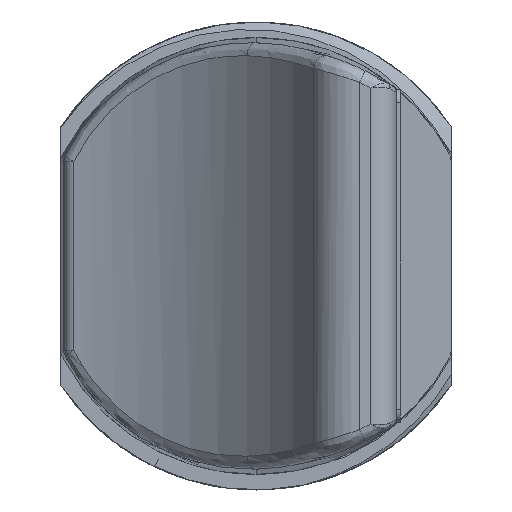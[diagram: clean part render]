
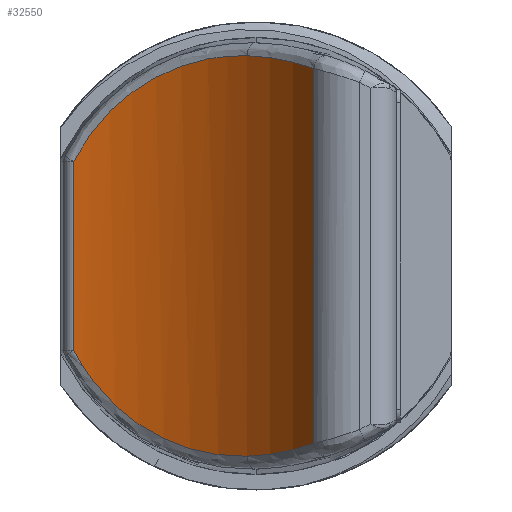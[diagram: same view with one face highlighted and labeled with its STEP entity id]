
A CAD part, left-side view. The second image highlights one B-rep face of the part: STEP entity #32550.
In plain terms, the highlighted cylindrical face has radius 14 mm (diameter 28 mm), a partial arc.
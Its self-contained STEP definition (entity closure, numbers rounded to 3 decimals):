
#15045=CARTESIAN_POINT('',(-36.26,-2.22,
-7.209));
#15046=CARTESIAN_POINT('',(-36.029,-2.095,
-7.254));
#15047=CARTESIAN_POINT('',(-35.581,-1.837,
-7.34));
#15048=CARTESIAN_POINT('',(-34.945,-1.421,
-7.457));
#15049=CARTESIAN_POINT('',(-34.353,-0.988,
-7.555));
#15050=CARTESIAN_POINT('',(-33.809,-0.545,
-7.63));
#15051=CARTESIAN_POINT('',(-33.311,-0.098,
-7.681));
#15052=CARTESIAN_POINT('',(-33.009,0.2,
-7.697));
#15053=CARTESIAN_POINT('',(-32.865,0.348,
-7.701));
#15055=CARTESIAN_POINT('',(-32.865,0.348,
-7.701));
#15056=CARTESIAN_POINT('',(-32.712,0.506,
-7.705));
#15057=CARTESIAN_POINT('',(-32.421,0.82,
-7.703));
#15058=CARTESIAN_POINT('',(-32.026,1.287,
-7.667));
#15059=CARTESIAN_POINT('',(-31.669,1.748,
-7.601));
#15060=CARTESIAN_POINT('',(-31.347,2.202,
-7.506));
#15061=CARTESIAN_POINT('',(-31.055,2.647,
-7.381));
#15062=CARTESIAN_POINT('',(-30.792,3.083,
-7.227));
#15063=CARTESIAN_POINT('',(-30.555,3.51,
-7.045));
#15064=CARTESIAN_POINT('',(-30.341,3.927,
-6.834));
#15065=CARTESIAN_POINT('',(-30.15,4.334,
-6.594));
#15066=CARTESIAN_POINT('',(-29.979,4.728,
-6.326));
#15067=CARTESIAN_POINT('',(-29.827,5.11,
-6.028));
#15068=CARTESIAN_POINT('',(-29.694,5.477,
-5.702));
#15069=CARTESIAN_POINT('',(-29.576,5.827,
-5.345));
#15070=CARTESIAN_POINT('',(-29.475,6.159,
-4.96));
#15071=CARTESIAN_POINT('',(-29.388,6.47,
-4.546));
#15072=CARTESIAN_POINT('',(-29.314,6.756,
-4.105));
#15073=CARTESIAN_POINT('',(-29.274,6.928,
-3.796));
#15074=CARTESIAN_POINT('',(-29.255,7.009,
-3.637));
#15076=DIRECTION('',(0.,0.,1.));
#15077=VECTOR('',#15076,7.274);
#15078=CARTESIAN_POINT('',(-29.255,7.009,
-3.637));
#15079=LINE('',#15078,#15077);
#15080=CARTESIAN_POINT('',(-29.255,7.009,
3.637));
#15081=CARTESIAN_POINT('',(-29.274,6.928,
3.796));
#15082=CARTESIAN_POINT('',(-29.314,6.756,
4.105));
#15083=CARTESIAN_POINT('',(-29.388,6.47,
4.546));
#15084=CARTESIAN_POINT('',(-29.475,6.159,
4.96));
#15085=CARTESIAN_POINT('',(-29.576,5.827,
5.346));
#15086=CARTESIAN_POINT('',(-29.694,5.477,
5.702));
#15087=CARTESIAN_POINT('',(-29.827,5.11,
6.028));
#15088=CARTESIAN_POINT('',(-29.979,4.728,
6.326));
#15089=CARTESIAN_POINT('',(-30.15,4.334,
6.594));
#15090=CARTESIAN_POINT('',(-30.342,3.927,
6.834));
#15091=CARTESIAN_POINT('',(-30.555,3.51,
7.045));
#15092=CARTESIAN_POINT('',(-30.792,3.083,
7.227));
#15093=CARTESIAN_POINT('',(-31.055,2.647,
7.381));
#15094=CARTESIAN_POINT('',(-31.347,2.202,
7.506));
#15095=CARTESIAN_POINT('',(-31.669,1.748,
7.601));
#15096=CARTESIAN_POINT('',(-32.026,1.287,
7.667));
#15097=CARTESIAN_POINT('',(-32.421,0.82,
7.703));
#15098=CARTESIAN_POINT('',(-32.712,0.506,
7.705));
#15099=CARTESIAN_POINT('',(-32.865,0.348,
7.701));
#15101=CARTESIAN_POINT('',(-32.865,0.348,
7.701));
#15102=CARTESIAN_POINT('',(-33.009,0.2,
7.697));
#15103=CARTESIAN_POINT('',(-33.311,-0.098,
7.681));
#15104=CARTESIAN_POINT('',(-33.809,-0.545,
7.63));
#15105=CARTESIAN_POINT('',(-34.353,-0.988,
7.555));
#15106=CARTESIAN_POINT('',(-34.945,-1.421,
7.457));
#15107=CARTESIAN_POINT('',(-35.581,-1.837,
7.34));
#15108=CARTESIAN_POINT('',(-36.029,-2.095,
7.254));
#15109=CARTESIAN_POINT('',(-36.26,-2.22,
7.209));
#15111=DIRECTION('',(0.,0.,1.));
#15112=VECTOR('',#15111,14.418);
#15113=CARTESIAN_POINT('',(-36.26,-2.22,
-7.209));
#15114=LINE('',#15113,#15112);
#15201=CARTESIAN_POINT('',(-36.26,-2.22,
-7.209));
#15203=CARTESIAN_POINT('',(-36.26,-2.22,
7.209));
#16220=VERTEX_POINT('',#15201);
#16222=VERTEX_POINT('',#15053);
#16223=VERTEX_POINT('',#15074);
#16229=CARTESIAN_POINT('',(-29.255,7.009,
3.637));
#16230=VERTEX_POINT('',#16229);
#16233=VERTEX_POINT('',#15203);
#16236=VERTEX_POINT('',#15101);
#32533=CARTESIAN_POINT('',(-42.91,10.1,-8.4));
#32534=DIRECTION('',(0.,0.,1.));
#32535=DIRECTION('',(0.,1.,0.));
#32536=AXIS2_PLACEMENT_3D('',#32533,#32534,#32535);
#32537=CYLINDRICAL_SURFACE('',#32536,14.);
#32538=ORIENTED_EDGE('',*,*,#32457,.T.);
#32539=ORIENTED_EDGE('',*,*,#32524,.T.);
#32541=ORIENTED_EDGE('',*,*,#32540,.T.);
#32543=ORIENTED_EDGE('',*,*,#32542,.T.);
#32545=ORIENTED_EDGE('',*,*,#32544,.T.);
#32547=ORIENTED_EDGE('',*,*,#32546,.F.);
#32548=EDGE_LOOP('',(#32538,#32539,#32541,#32543,#32545,#32547));
#32549=FACE_OUTER_BOUND('',#32548,.F.);
#32550=ADVANCED_FACE('',(#32549),#32537,.F.);
#15054=B_SPLINE_CURVE_WITH_KNOTS('',3,(#15045,#15046,#15047,#15048,#15049,
#15050,#15051,#15052,#15053),.UNSPECIFIED.,.F.,.F.,(4,1,1,1,1,1,4),(0.,
0.167,0.333,0.5,0.667,0.833,
1.),.UNSPECIFIED.);
#15075=B_SPLINE_CURVE_WITH_KNOTS('',3,(#15055,#15056,#15057,#15058,#15059,
#15060,#15061,#15062,#15063,#15064,#15065,#15066,#15067,#15068,#15069,#15070,
#15071,#15072,#15073,#15074),.UNSPECIFIED.,.F.,.F.,(4,1,1,1,1,1,1,1,1,1,1,1,1,1,
1,1,1,4),(0.,0.059,0.118,0.176,
0.235,0.294,0.353,0.412,
0.471,0.529,0.588,0.647,
0.706,0.765,0.824,0.882,
0.941,1.),.UNSPECIFIED.);
#15100=B_SPLINE_CURVE_WITH_KNOTS('',3,(#15080,#15081,#15082,#15083,#15084,
#15085,#15086,#15087,#15088,#15089,#15090,#15091,#15092,#15093,#15094,#15095,
#15096,#15097,#15098,#15099),.UNSPECIFIED.,.F.,.F.,(4,1,1,1,1,1,1,1,1,1,1,1,1,1,
1,1,1,4),(0.,0.059,0.118,0.176,
0.235,0.294,0.353,0.412,
0.471,0.529,0.588,0.647,
0.706,0.765,0.824,0.882,
0.941,1.),.UNSPECIFIED.);
#15110=B_SPLINE_CURVE_WITH_KNOTS('',3,(#15101,#15102,#15103,#15104,#15105,
#15106,#15107,#15108,#15109),.UNSPECIFIED.,.F.,.F.,(4,1,1,1,1,1,4),(0.,
0.167,0.333,0.5,0.667,0.833,
1.),.UNSPECIFIED.);
#32457=EDGE_CURVE('',#16220,#16222,#15054,.T.);
#32524=EDGE_CURVE('',#16222,#16223,#15075,.T.);
#32540=EDGE_CURVE('',#16223,#16230,#15079,.T.);
#32542=EDGE_CURVE('',#16230,#16236,#15100,.T.);
#32544=EDGE_CURVE('',#16236,#16233,#15110,.T.);
#32546=EDGE_CURVE('',#16220,#16233,#15114,.T.);
